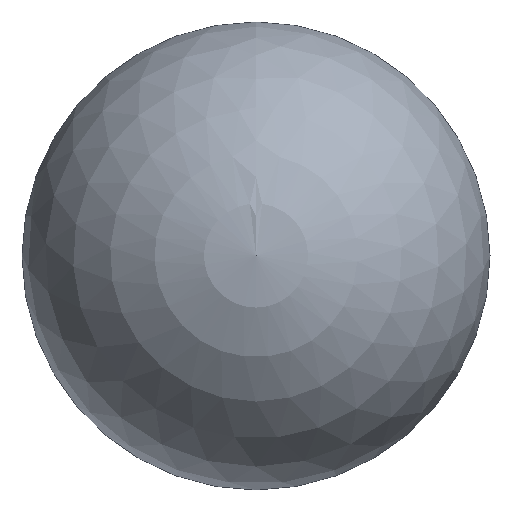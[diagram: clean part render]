
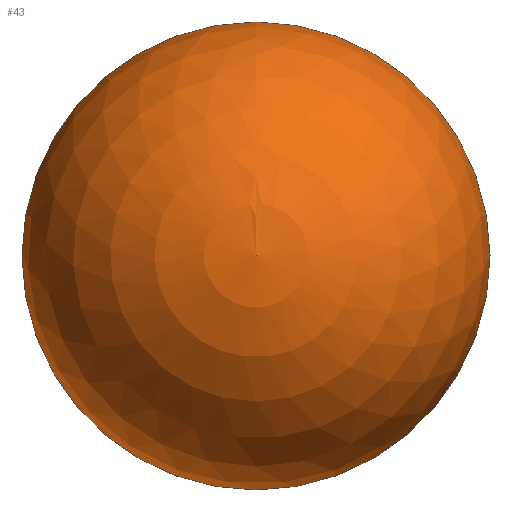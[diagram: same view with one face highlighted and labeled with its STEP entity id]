
A CAD part, top view. The second image highlights one B-rep face of the part: STEP entity #43.
In plain terms, the highlighted spherical face has radius 12 mm.
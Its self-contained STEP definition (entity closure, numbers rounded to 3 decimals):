
#9 = CARTESIAN_POINT ( 'NONE',  ( 0., 0., 0. ) ) ;
#13 = AXIS2_PLACEMENT_3D ( 'NONE', #96, #111, #23 ) ;
#18 = SPHERICAL_SURFACE ( 'NONE', #121, 12. ) ;
#23 = DIRECTION ( 'NONE',  ( 1., 0., 0. ) ) ;
#36 = CARTESIAN_POINT ( 'NONE',  ( -12., 0., 0. ) ) ;
#43 = ADVANCED_FACE ( 'NONE', ( #64 ), #18, .T. ) ;
#45 = DIRECTION ( 'NONE',  ( 0., 1., 0. ) ) ;
#53 = CIRCLE ( 'NONE', #114, 12. ) ;
#55 = ORIENTED_EDGE ( 'NONE', *, *, #97, .F. ) ;
#57 = CIRCLE ( 'NONE', #13, 12. ) ;
#59 = DIRECTION ( 'NONE',  ( 0., 0., -1. ) ) ;
#64 = FACE_OUTER_BOUND ( 'NONE', #101, .T. ) ;
#71 = CARTESIAN_POINT ( 'NONE',  ( 0., 0., 0. ) ) ;
#83 = ORIENTED_EDGE ( 'NONE', *, *, #102, .T. ) ;
#87 = DIRECTION ( 'NONE',  ( 0., 1., 0. ) ) ;
#89 = DIRECTION ( 'NONE',  ( 0., 0., -1. ) ) ;
#96 = CARTESIAN_POINT ( 'NONE',  ( 0., 0., 0. ) ) ;
#97 = EDGE_CURVE ( 'NONE', #110, #116, #53, .T. ) ;
#101 = EDGE_LOOP ( 'NONE', ( #55, #83 ) ) ;
#102 = EDGE_CURVE ( 'NONE', #110, #116, #57, .T. ) ;
#103 = CARTESIAN_POINT ( 'NONE',  ( 12., 0., 0. ) ) ;
#110 = VERTEX_POINT ( 'NONE', #103 ) ;
#111 = DIRECTION ( 'NONE',  ( 0., 0., 1. ) ) ;
#114 = AXIS2_PLACEMENT_3D ( 'NONE', #71, #59, #87 ) ;
#116 = VERTEX_POINT ( 'NONE', #36 ) ;
#121 = AXIS2_PLACEMENT_3D ( 'NONE', #9, #89, #45 ) ;
